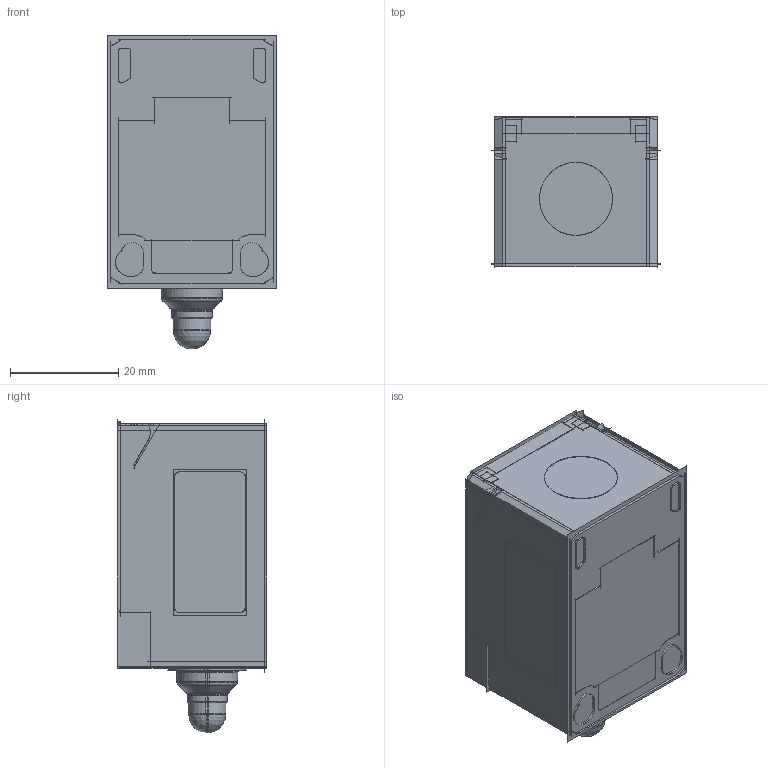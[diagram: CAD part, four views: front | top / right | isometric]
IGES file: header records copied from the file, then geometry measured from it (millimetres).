
Start section:  PTC IGES file: 212898.igs
Global section: file name: 212898.igs; native system: Creo Parametric by PTC Inc.; preprocessor: 2019292; author: PDMAdmin; organization: Unknown; date: 20200102.130917; units: millimetre
Bounding box: 31.2 x 27.66 x 57.9 mm (x, y, z)
Volume: 31095.1 mm3; surface area: 47682.3 mm2
Topology: 2 solids, 2 shells, 1058 faces, 5238 edges, 6383 vertices
Faces by surface type: bspline 820, revolution 238
